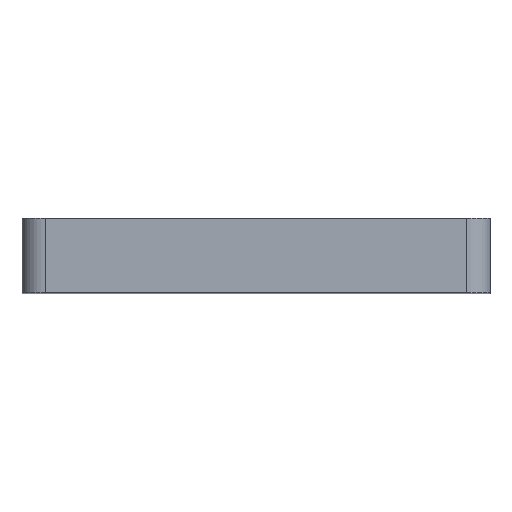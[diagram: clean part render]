
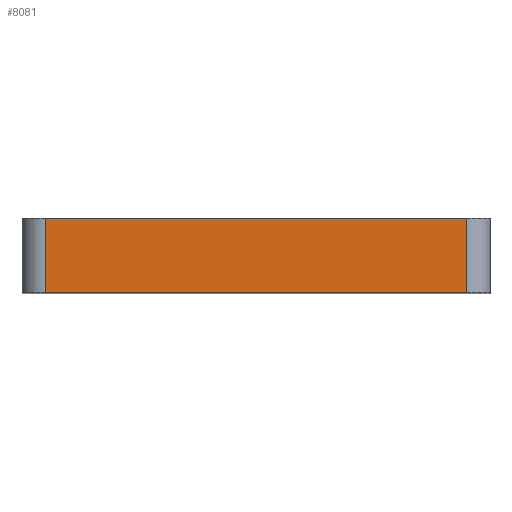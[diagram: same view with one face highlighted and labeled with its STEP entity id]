
A CAD part, top view. The second image highlights one B-rep face of the part: STEP entity #8081.
In plain terms, the highlighted planar face has unit normal (0, 0, 1).
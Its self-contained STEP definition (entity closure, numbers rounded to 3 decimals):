
#1334=FACE_OUTER_BOUND('',#1794,.T.);
#1794=EDGE_LOOP('',(#7407,#7408,#7409,#7410));
#2411=LINE('',#16345,#3041);
#2428=LINE('',#16401,#3058);
#2429=LINE('',#16412,#3059);
#2430=LINE('',#16414,#3060);
#3041=VECTOR('',#9132,10.);
#3058=VECTOR('',#9181,10.);
#3059=VECTOR('',#9194,10.);
#3060=VECTOR('',#9197,10.);
#3851=VERTEX_POINT('',#16342);
#3852=VERTEX_POINT('',#16344);
#3874=VERTEX_POINT('',#16398);
#3875=VERTEX_POINT('',#16400);
#5039=EDGE_CURVE('',#3851,#3852,#2411,.T.);
#5065=EDGE_CURVE('',#3874,#3875,#2428,.T.);
#5071=EDGE_CURVE('',#3875,#3851,#2429,.T.);
#5072=EDGE_CURVE('',#3852,#3874,#2430,.T.);
#7407=ORIENTED_EDGE('',*,*,#5071,.F.);
#7408=ORIENTED_EDGE('',*,*,#5065,.F.);
#7409=ORIENTED_EDGE('',*,*,#5072,.F.);
#7410=ORIENTED_EDGE('',*,*,#5039,.F.);
#7658=PLANE('',#8266);
#8081=ADVANCED_FACE('',(#1334),#7658,.T.);
#8266=AXIS2_PLACEMENT_3D('',#16413,#9195,#9196);
#9132=DIRECTION('',(-1.,0.,0.));
#9181=DIRECTION('',(1.,0.,0.));
#9194=DIRECTION('',(0.,-1.,0.));
#9195=DIRECTION('center_axis',(0.,0.,1.));
#9196=DIRECTION('ref_axis',(1.,0.,0.));
#9197=DIRECTION('',(0.,1.,0.));
#16342=CARTESIAN_POINT('',(63.923,0.,67.257));
#16344=CARTESIAN_POINT('',(-26.465,0.,67.257));
#16345=CARTESIAN_POINT('',(68.923,0.,67.257));
#16398=CARTESIAN_POINT('',(-26.465,16.,67.257));
#16400=CARTESIAN_POINT('',(63.923,16.,67.257));
#16401=CARTESIAN_POINT('',(68.923,16.,67.257));
#16412=CARTESIAN_POINT('',(63.923,0.,67.257));
#16413=CARTESIAN_POINT('Origin',(-31.465,0.,67.257));
#16414=CARTESIAN_POINT('',(-26.465,0.,67.257));
